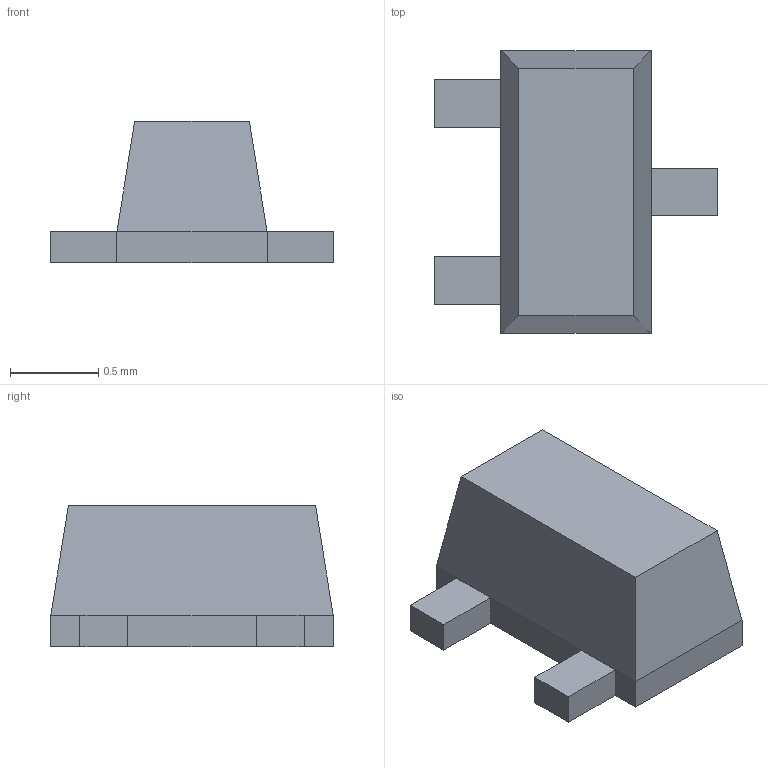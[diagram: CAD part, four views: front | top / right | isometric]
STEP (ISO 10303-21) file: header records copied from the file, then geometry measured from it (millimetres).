
FILE_DESCRIPTION((''),'2;1');
FILE_NAME('SOTFL50P160X80-3N.stp','2014-12-18T11:59:09',(''),(''),'Mechanical Desktop 2011','Mechanical Desktop 2011',', , ');
FILE_SCHEMA(('AUTOMOTIVE_DESIGN { 1 2 10303 214 1 1 1 1 }'));
Length unit declared in the file: millimetre
Products named in the file (1): Product
Bounding box: 1.6 x 1.6 x 0.8 mm (x, y, z)
Volume: 1 mm3; surface area: 10 mm2
Topology: 5 solids, 5 shells, 30 faces, 61 edges, 42 vertices
Faces by surface type: plane 30
Entity records: 826 total; most frequent: CARTESIAN_POINT 133, DIRECTION 123, ORIENTED_EDGE 120, VECTOR 61, LINE 61, EDGE_CURVE 60, VERTEX_POINT 40, AXIS2_PLACEMENT_3D 31
